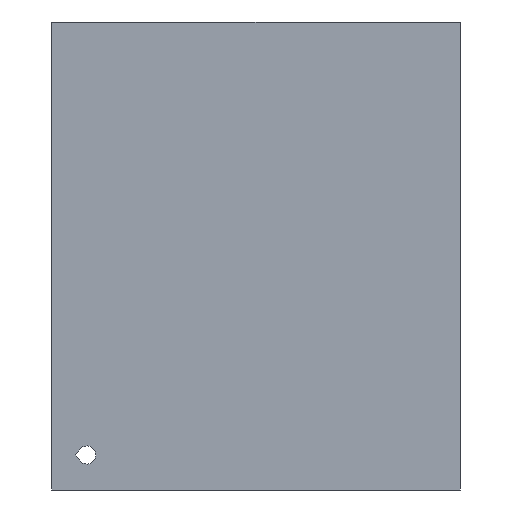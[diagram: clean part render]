
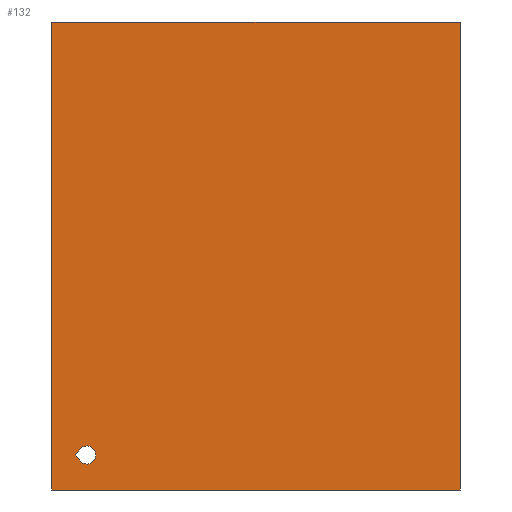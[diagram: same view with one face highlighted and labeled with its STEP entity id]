
A CAD part, front view. The second image highlights one B-rep face of the part: STEP entity #132.
In plain terms, the highlighted planar face has unit normal (0, -1, 0).
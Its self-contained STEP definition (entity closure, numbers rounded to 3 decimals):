
#49 = CARTESIAN_POINT ( 'NONE',  ( 0., 0., 80.2 ) ) ;
#86 = CARTESIAN_POINT ( 'NONE',  ( 0., 0., 80.2 ) ) ;
#106 = EDGE_CURVE ( 'NONE', #755, #1291, #1368, .T. ) ;
#125 = CARTESIAN_POINT ( 'NONE',  ( 0., 0., 80.2 ) ) ;
#132 = ADVANCED_FACE ( 'NONE', ( #1652, #1518 ), #1410, .F. ) ;
#208 = CARTESIAN_POINT ( 'NONE',  ( -65.86, 0., 6. ) ) ;
#292 = VERTEX_POINT ( 'NONE', #401 ) ;
#295 = LINE ( 'NONE', #1593, #1614 ) ;
#375 = CARTESIAN_POINT ( 'NONE',  ( -65.292, 0., 6.857 ) ) ;
#401 = CARTESIAN_POINT ( 'NONE',  ( 0., 0., 0. ) ) ;
#406 = VERTEX_POINT ( 'NONE', #564 ) ;
#423 = VECTOR ( 'NONE', #1121, 1000. ) ;
#431 = EDGE_CURVE ( 'NONE', #1188, #1674, #797, .T. ) ;
#436 = ORIENTED_EDGE ( 'NONE', *, *, #500, .T. ) ;
#500 = EDGE_CURVE ( 'NONE', #406, #292, #295, .T. ) ;
#549 = ORIENTED_EDGE ( 'NONE', *, *, #1466, .F. ) ;
#553 = CARTESIAN_POINT ( 'NONE',  ( -64., 0., 6. ) ) ;
#564 = CARTESIAN_POINT ( 'NONE',  ( -70., 0., 0. ) ) ;
#617 = EDGE_CURVE ( 'NONE', #1048, #292, #854, .T. ) ;
#637 = CARTESIAN_POINT ( 'NONE',  ( -65.292, 0., 5.143 ) ) ;
#714 = DIRECTION ( 'NONE',  ( 1., 0., 0. ) ) ;
#744 = VECTOR ( 'NONE', #980, 1000. ) ;
#755 = VERTEX_POINT ( 'NONE', #375 ) ;
#759 = DIRECTION ( 'NONE',  ( -1., 0., 0. ) ) ;
#797 = CIRCLE ( 'NONE', #1639, 1.55 ) ;
#811 = DIRECTION ( 'NONE',  ( 1., 0., 0. ) ) ;
#854 = LINE ( 'NONE', #1221, #1045 ) ;
#882 = CARTESIAN_POINT ( 'NONE',  ( -70., 0., 80.2 ) ) ;
#901 = CIRCLE ( 'NONE', #1043, 1.55 ) ;
#911 = LINE ( 'NONE', #86, #423 ) ;
#940 = ORIENTED_EDGE ( 'NONE', *, *, #106, .F. ) ;
#959 = DIRECTION ( 'NONE',  ( 0., -1., 0. ) ) ;
#980 = DIRECTION ( 'NONE',  ( 0.553, 0., -0.833 ) ) ;
#1011 = DIRECTION ( 'NONE',  ( 0., 0., -1. ) ) ;
#1017 = VECTOR ( 'NONE', #1011, 1000. ) ;
#1043 = AXIS2_PLACEMENT_3D ( 'NONE', #553, #959, #714 ) ;
#1045 = VECTOR ( 'NONE', #1600, 1000. ) ;
#1046 = CARTESIAN_POINT ( 'NONE',  ( -65.86, 0., 6. ) ) ;
#1048 = VERTEX_POINT ( 'NONE', #49 ) ;
#1083 = LINE ( 'NONE', #1225, #744 ) ;
#1098 = DIRECTION ( 'NONE',  ( 0., -1., 0. ) ) ;
#1109 = CARTESIAN_POINT ( 'NONE',  ( -64., 0., 6. ) ) ;
#1121 = DIRECTION ( 'NONE',  ( 1., 0., 0. ) ) ;
#1149 = ORIENTED_EDGE ( 'NONE', *, *, #1526, .F. ) ;
#1188 = VERTEX_POINT ( 'NONE', #637 ) ;
#1221 = CARTESIAN_POINT ( 'NONE',  ( 0., 0., 80.2 ) ) ;
#1225 = CARTESIAN_POINT ( 'NONE',  ( -65.86, 0., 6. ) ) ;
#1273 = ORIENTED_EDGE ( 'NONE', *, *, #431, .F. ) ;
#1291 = VERTEX_POINT ( 'NONE', #1046 ) ;
#1310 = VECTOR ( 'NONE', #1629, 1000. ) ;
#1339 = EDGE_LOOP ( 'NONE', ( #1273, #549, #940, #1149 ) ) ;
#1350 = DIRECTION ( 'NONE',  ( 1., 0., 0. ) ) ;
#1368 = LINE ( 'NONE', #208, #1310 ) ;
#1370 = AXIS2_PLACEMENT_3D ( 'NONE', #125, #1511, #759 ) ;
#1410 = PLANE ( 'NONE',  #1370 ) ;
#1430 = CARTESIAN_POINT ( 'NONE',  ( -62.45, 0., 6. ) ) ;
#1436 = ORIENTED_EDGE ( 'NONE', *, *, #617, .F. ) ;
#1443 = ORIENTED_EDGE ( 'NONE', *, *, #1648, .T. ) ;
#1466 = EDGE_CURVE ( 'NONE', #1291, #1188, #1083, .T. ) ;
#1511 = DIRECTION ( 'NONE',  ( 0., 1., 0. ) ) ;
#1518 = FACE_OUTER_BOUND ( 'NONE', #1594, .T. ) ;
#1524 = CARTESIAN_POINT ( 'NONE',  ( -70., 0., 80.2 ) ) ;
#1526 = EDGE_CURVE ( 'NONE', #1674, #755, #901, .T. ) ;
#1562 = ORIENTED_EDGE ( 'NONE', *, *, #1590, .F. ) ;
#1590 = EDGE_CURVE ( 'NONE', #1673, #1048, #911, .T. ) ;
#1593 = CARTESIAN_POINT ( 'NONE',  ( 0., 0., 0. ) ) ;
#1594 = EDGE_LOOP ( 'NONE', ( #436, #1436, #1562, #1443 ) ) ;
#1600 = DIRECTION ( 'NONE',  ( 0., 0., -1. ) ) ;
#1614 = VECTOR ( 'NONE', #811, 1000. ) ;
#1629 = DIRECTION ( 'NONE',  ( -0.553, 0., -0.833 ) ) ;
#1639 = AXIS2_PLACEMENT_3D ( 'NONE', #1109, #1098, #1350 ) ;
#1643 = LINE ( 'NONE', #882, #1017 ) ;
#1648 = EDGE_CURVE ( 'NONE', #1673, #406, #1643, .T. ) ;
#1652 = FACE_BOUND ( 'NONE', #1339, .T. ) ;
#1673 = VERTEX_POINT ( 'NONE', #1524 ) ;
#1674 = VERTEX_POINT ( 'NONE', #1430 ) ;
